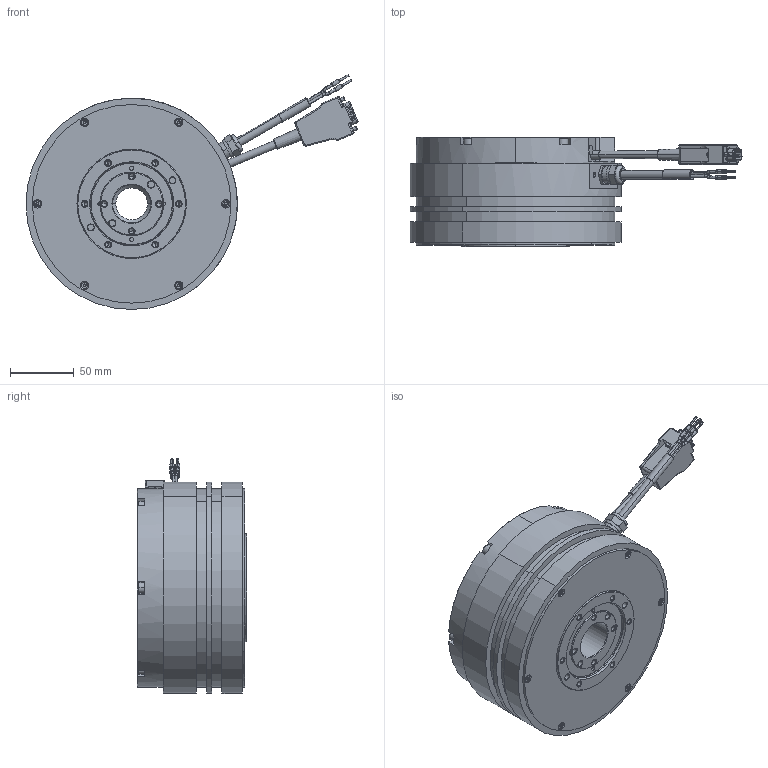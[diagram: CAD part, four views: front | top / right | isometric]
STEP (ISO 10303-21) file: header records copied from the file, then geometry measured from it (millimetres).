
FILE_DESCRIPTION((''),'2;1');
FILE_NAME('1271705-01-Z01','2019-05-13T15:59:23',('de1174'),(''),'CREO PARAMETRIC BY PTC INC, 2018190','CREO PARAMETRIC BY PTC INC, 2018190','');
FILE_SCHEMA(('AUTOMOTIVE_DESIGN { 1 0 10303 214 1 1 1 1 }'));
Length unit declared in the file: millimetre
Products named in the file (1): 1271705-01-Z01
Bounding box: 260.75 x 85.95 x 184.62 mm (x, y, z)
Volume: 1687385.7 mm3; surface area: 133702.1 mm2
Topology: 5 solids, 48 shells, 1319 faces, 3124 edges, 1931 vertices
Faces by surface type: cylinder 544, plane 445, cone 198, torus 58, sphere 38, bspline 36
Entity records: 40246 total; most frequent: CARTESIAN_POINT 9642, DIRECTION 6617, ORIENTED_EDGE 5984, EDGE_CURVE 3050, AXIS2_PLACEMENT_3D 2646, VERTEX_POINT 1931, EDGE_LOOP 1511, CIRCLE 1362
